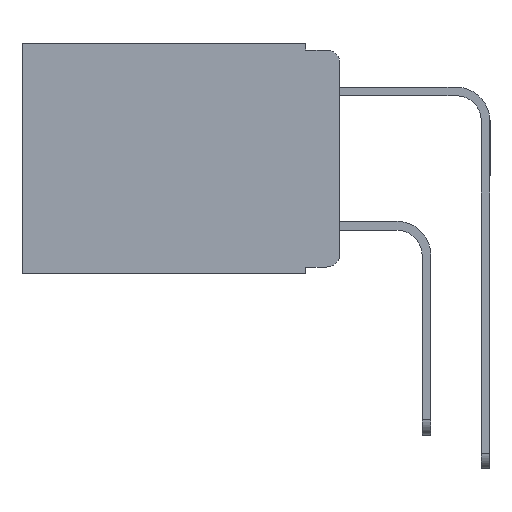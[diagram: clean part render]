
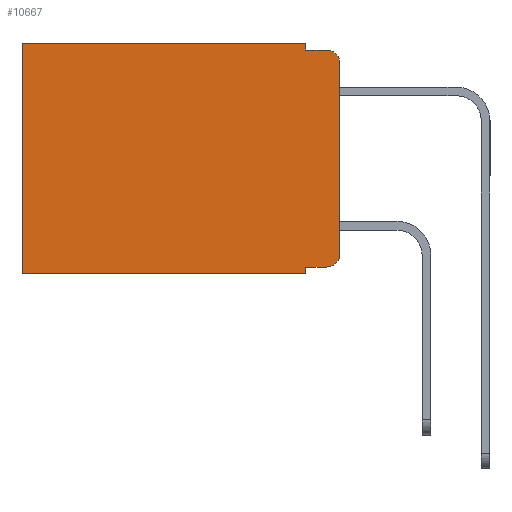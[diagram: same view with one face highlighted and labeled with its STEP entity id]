
A CAD part, left-side view. The second image highlights one B-rep face of the part: STEP entity #10667.
In plain terms, the highlighted planar face has unit normal (-1, 0, 0).
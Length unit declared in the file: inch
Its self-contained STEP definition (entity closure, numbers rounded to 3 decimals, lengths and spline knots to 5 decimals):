
#426 = EDGE_CURVE ( 'NONE', #9098, #6844, #2285, .T. ) ;
#691 = VERTEX_POINT ( 'NONE', #19311 ) ;
#998 = EDGE_CURVE ( 'NONE', #6844, #18120, #2758, .T. ) ;
#1163 = CIRCLE ( 'NONE', #4296, 0.02 ) ;
#1189 = ORIENTED_EDGE ( 'NONE', *, *, #9653, .F. ) ;
#1721 = DIRECTION ( 'NONE',  ( 0., 0., -1. ) ) ;
#2182 = DIRECTION ( 'NONE',  ( 0., 0., -1. ) ) ;
#2239 = ORIENTED_EDGE ( 'NONE', *, *, #7506, .F. ) ;
#2285 = LINE ( 'NONE', #3685, #17860 ) ;
#2295 = VERTEX_POINT ( 'NONE', #10414 ) ;
#2468 = EDGE_CURVE ( 'NONE', #2295, #13219, #9749, .T. ) ;
#2570 = VECTOR ( 'NONE', #2182, 39.37008 ) ;
#2758 = LINE ( 'NONE', #16775, #14998 ) ;
#2978 = VECTOR ( 'NONE', #8366, 39.37008 ) ;
#3021 = DIRECTION ( 'NONE',  ( -1., 0., 0. ) ) ;
#3211 = ORIENTED_EDGE ( 'NONE', *, *, #998, .T. ) ;
#3584 = EDGE_CURVE ( 'NONE', #16153, #2295, #14453, .T. ) ;
#3664 = DIRECTION ( 'NONE',  ( 0., 1., 0. ) ) ;
#3685 = CARTESIAN_POINT ( 'NONE',  ( 0.298, 0., 0. ) ) ;
#3719 = FACE_OUTER_BOUND ( 'NONE', #19691, .T. ) ;
#4293 = EDGE_CURVE ( 'NONE', #7659, #18120, #9223, .T. ) ;
#4296 = AXIS2_PLACEMENT_3D ( 'NONE', #7718, #17778, #9247 ) ;
#5011 = EDGE_CURVE ( 'NONE', #691, #13219, #18101, .T. ) ;
#5031 = ORIENTED_EDGE ( 'NONE', *, *, #426, .T. ) ;
#5075 = LINE ( 'NONE', #12004, #19765 ) ;
#6190 = ORIENTED_EDGE ( 'NONE', *, *, #3584, .T. ) ;
#6285 = EDGE_CURVE ( 'NONE', #691, #17582, #1163, .T. ) ;
#6476 = ORIENTED_EDGE ( 'NONE', *, *, #17642, .F. ) ;
#6844 = VERTEX_POINT ( 'NONE', #10910 ) ;
#7047 = VECTOR ( 'NONE', #11144, 39.37008 ) ;
#7405 = LINE ( 'NONE', #12756, #2978 ) ;
#7506 = EDGE_CURVE ( 'NONE', #13130, #17582, #5075, .T. ) ;
#7652 = ORIENTED_EDGE ( 'NONE', *, *, #4293, .F. ) ;
#7659 = VERTEX_POINT ( 'NONE', #19337 ) ;
#7718 = CARTESIAN_POINT ( 'NONE',  ( 0.298, 0.02, -0.03 ) ) ;
#8311 = PLANE ( 'NONE',  #15149 ) ;
#8366 = DIRECTION ( 'NONE',  ( 0., 0., -1. ) ) ;
#8393 = ORIENTED_EDGE ( 'NONE', *, *, #2468, .T. ) ;
#8759 = VECTOR ( 'NONE', #11066, 39.37008 ) ;
#9047 = DIRECTION ( 'NONE',  ( 0., -1., 0. ) ) ;
#9098 = VERTEX_POINT ( 'NONE', #15530 ) ;
#9223 = LINE ( 'NONE', #12150, #8759 ) ;
#9247 = DIRECTION ( 'NONE',  ( 0., 0., -1. ) ) ;
#9386 = LINE ( 'NONE', #19620, #19818 ) ;
#9415 = ORIENTED_EDGE ( 'NONE', *, *, #6285, .T. ) ;
#9653 = EDGE_CURVE ( 'NONE', #9098, #13130, #7405, .T. ) ;
#9749 = CIRCLE ( 'NONE', #16910, 0.02 ) ;
#9775 = CARTESIAN_POINT ( 'NONE',  ( 0.298, 0.02, -0.01 ) ) ;
#10414 = CARTESIAN_POINT ( 'NONE',  ( 0.298, 0.02, -0.333 ) ) ;
#10667 = ADVANCED_FACE ( 'NONE', ( #3719 ), #8311, .F. ) ;
#10910 = CARTESIAN_POINT ( 'NONE',  ( 0.298, 0.473, 0. ) ) ;
#11066 = DIRECTION ( 'NONE',  ( 0., 1., 0. ) ) ;
#11144 = DIRECTION ( 'NONE',  ( 0., -1., 0. ) ) ;
#11302 = DIRECTION ( 'NONE',  ( 1., 0., 0. ) ) ;
#11708 = CARTESIAN_POINT ( 'NONE',  ( 0.298, 0., 0. ) ) ;
#12004 = CARTESIAN_POINT ( 'NONE',  ( 0.298, 0.051, -0.01 ) ) ;
#12150 = CARTESIAN_POINT ( 'NONE',  ( 0.298, 0., -0.343 ) ) ;
#12419 = CARTESIAN_POINT ( 'NONE',  ( 0.298, 0.02, -0.313 ) ) ;
#12669 = DIRECTION ( 'NONE',  ( 0., 0., -1. ) ) ;
#12756 = CARTESIAN_POINT ( 'NONE',  ( 0.298, 0.051, 0. ) ) ;
#13130 = VERTEX_POINT ( 'NONE', #13342 ) ;
#13219 = VERTEX_POINT ( 'NONE', #17729 ) ;
#13342 = CARTESIAN_POINT ( 'NONE',  ( 0.298, 0.051, -0.01 ) ) ;
#13827 = DIRECTION ( 'NONE',  ( 0., 0., -1. ) ) ;
#14453 = LINE ( 'NONE', #14816, #7047 ) ;
#14816 = CARTESIAN_POINT ( 'NONE',  ( 0.298, 0.051, -0.333 ) ) ;
#14873 = CARTESIAN_POINT ( 'NONE',  ( 0.298, 0.473, -0.343 ) ) ;
#14998 = VECTOR ( 'NONE', #16814, 39.37008 ) ;
#15149 = AXIS2_PLACEMENT_3D ( 'NONE', #19653, #11302, #1721 ) ;
#15530 = CARTESIAN_POINT ( 'NONE',  ( 0.298, 0.051, 0. ) ) ;
#16153 = VERTEX_POINT ( 'NONE', #18631 ) ;
#16357 = ORIENTED_EDGE ( 'NONE', *, *, #5011, .F. ) ;
#16775 = CARTESIAN_POINT ( 'NONE',  ( 0.298, 0.473, 0. ) ) ;
#16814 = DIRECTION ( 'NONE',  ( 0., 0., -1. ) ) ;
#16910 = AXIS2_PLACEMENT_3D ( 'NONE', #12419, #3021, #13827 ) ;
#17582 = VERTEX_POINT ( 'NONE', #9775 ) ;
#17642 = EDGE_CURVE ( 'NONE', #16153, #7659, #9386, .T. ) ;
#17729 = CARTESIAN_POINT ( 'NONE',  ( 0.298, 0., -0.313 ) ) ;
#17778 = DIRECTION ( 'NONE',  ( -1., 0., 0. ) ) ;
#17860 = VECTOR ( 'NONE', #3664, 39.37008 ) ;
#18101 = LINE ( 'NONE', #11708, #2570 ) ;
#18120 = VERTEX_POINT ( 'NONE', #14873 ) ;
#18631 = CARTESIAN_POINT ( 'NONE',  ( 0.298, 0.051, -0.333 ) ) ;
#19311 = CARTESIAN_POINT ( 'NONE',  ( 0.298, 0., -0.03 ) ) ;
#19337 = CARTESIAN_POINT ( 'NONE',  ( 0.298, 0.051, -0.343 ) ) ;
#19620 = CARTESIAN_POINT ( 'NONE',  ( 0.298, 0.051, 0. ) ) ;
#19653 = CARTESIAN_POINT ( 'NONE',  ( 0.298, 0., 0. ) ) ;
#19691 = EDGE_LOOP ( 'NONE', ( #16357, #9415, #2239, #1189, #5031, #3211, #7652, #6476, #6190, #8393 ) ) ;
#19765 = VECTOR ( 'NONE', #9047, 39.37008 ) ;
#19818 = VECTOR ( 'NONE', #12669, 39.37008 ) ;
